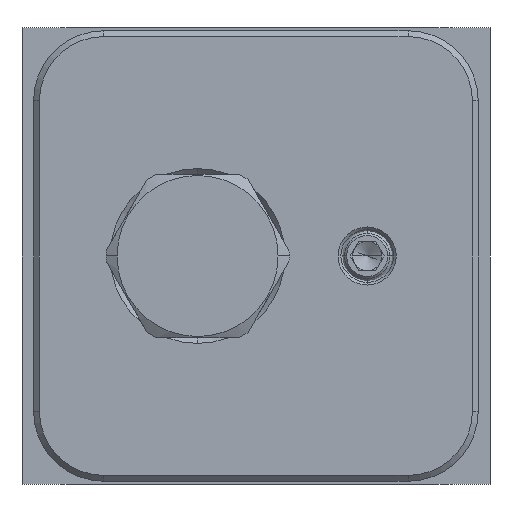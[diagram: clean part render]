
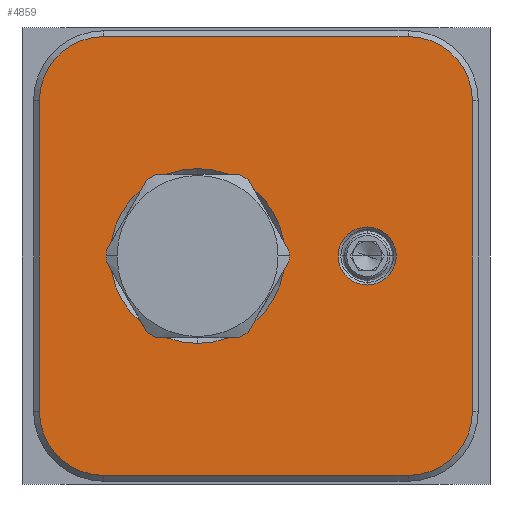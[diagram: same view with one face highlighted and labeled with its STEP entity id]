
A CAD part, front view. The second image highlights one B-rep face of the part: STEP entity #4859.
In plain terms, the highlighted planar face has unit normal (0, -1, 0).
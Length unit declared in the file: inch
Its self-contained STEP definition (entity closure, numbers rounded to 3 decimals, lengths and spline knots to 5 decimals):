
#1980=CARTESIAN_POINT('',(2.062,-5.188,2.047));
#1981=DIRECTION('',(0.,1.,0.));
#1982=DIRECTION('',(0.,0.,1.));
#1983=AXIS2_PLACEMENT_3D('',#1980,#1981,#1982);
#1994=CARTESIAN_POINT('',(0.938,-5.188,
1.219));
#1995=DIRECTION('',(0.,1.,0.));
#1996=DIRECTION('',(0.,0.,-1.));
#1997=AXIS2_PLACEMENT_3D('',#1994,#1995,#1996);
#1999=CARTESIAN_POINT('',(0.938,-5.188,
1.219));
#2000=DIRECTION('',(0.,1.,0.));
#2001=DIRECTION('',(0.,0.,1.));
#2002=AXIS2_PLACEMENT_3D('',#1999,#2000,#2001);
#2004=CARTESIAN_POINT('',(1.844,-5.188,1.219));
#2005=DIRECTION('',(0.,1.,0.));
#2006=DIRECTION('',(0.,0.,-1.));
#2007=AXIS2_PLACEMENT_3D('',#2004,#2005,#2006);
#2009=CARTESIAN_POINT('',(1.844,-5.188,1.219));
#2010=DIRECTION('',(0.,1.,0.));
#2011=DIRECTION('',(0.,0.,1.));
#2012=AXIS2_PLACEMENT_3D('',#2009,#2010,#2011);
#2014=DIRECTION('',(0.,0.,-1.));
#2015=VECTOR('',#2014,1.656);
#2016=CARTESIAN_POINT('',(2.406,-5.188,2.047));
#2017=LINE('',#2016,#2015);
#2034=CARTESIAN_POINT('',(2.062,-5.188,0.391));
#2035=DIRECTION('',(0.,1.,0.));
#2036=DIRECTION('',(1.,0.,0.));
#2037=AXIS2_PLACEMENT_3D('',#2034,#2035,#2036);
#2052=DIRECTION('',(-1.,0.,0.));
#2053=VECTOR('',#2052,1.625);
#2054=CARTESIAN_POINT('',(2.062,-5.188,0.047));
#2055=LINE('',#2054,#2053);
#2068=CARTESIAN_POINT('',(0.437,-5.188,0.391));
#2069=DIRECTION('',(0.,1.,0.));
#2070=DIRECTION('',(0.,0.,-1.));
#2071=AXIS2_PLACEMENT_3D('',#2068,#2069,#2070);
#2082=DIRECTION('',(0.,0.,1.));
#2083=VECTOR('',#2082,1.656);
#2084=CARTESIAN_POINT('',(0.093,-5.188,0.391));
#2085=LINE('',#2084,#2083);
#2102=CARTESIAN_POINT('',(0.437,-5.188,2.047));
#2103=DIRECTION('',(0.,1.,0.));
#2104=DIRECTION('',(-1.,0.,0.));
#2105=AXIS2_PLACEMENT_3D('',#2102,#2103,#2104);
#2116=DIRECTION('',(1.,0.,0.));
#2117=VECTOR('',#2116,1.625);
#2118=CARTESIAN_POINT('',(0.437,-5.188,2.391));
#2119=LINE('',#2118,#2117);
#3503=CARTESIAN_POINT('',(2.062,-5.188,0.047));
#3504=CARTESIAN_POINT('',(0.437,-5.188,0.047));
#3505=VERTEX_POINT('',#3503);
#3506=VERTEX_POINT('',#3504);
#3511=CARTESIAN_POINT('',(0.093,-5.188,0.391));
#3512=VERTEX_POINT('',#3511);
#3515=CARTESIAN_POINT('',(0.093,-5.188,2.047));
#3516=VERTEX_POINT('',#3515);
#3519=CARTESIAN_POINT('',(0.437,-5.188,2.391));
#3520=VERTEX_POINT('',#3519);
#3523=CARTESIAN_POINT('',(2.062,-5.188,2.391));
#3524=VERTEX_POINT('',#3523);
#3527=CARTESIAN_POINT('',(2.406,-5.188,2.047));
#3528=VERTEX_POINT('',#3527);
#3531=CARTESIAN_POINT('',(2.406,-5.188,0.391));
#3532=VERTEX_POINT('',#3531);
#3571=CARTESIAN_POINT('',(0.938,-5.188,
1.686));
#3572=VERTEX_POINT('',#3571);
#3583=CARTESIAN_POINT('',(0.938,-5.188,
0.752));
#3584=VERTEX_POINT('',#3583);
#3601=CARTESIAN_POINT('',(1.844,-5.188,1.064));
#3602=CARTESIAN_POINT('',(1.844,-5.188,1.374));
#3603=VERTEX_POINT('',#3601);
#3604=VERTEX_POINT('',#3602);
#4825=CARTESIAN_POINT('',(0.,-5.188,0.));
#4826=DIRECTION('',(0.,-1.,0.));
#4827=DIRECTION('',(1.,0.,0.));
#4828=AXIS2_PLACEMENT_3D('',#4825,#4826,#4827);
#4829=PLANE('',#4828);
#4830=ORIENTED_EDGE('',*,*,#4815,.T.);
#4832=ORIENTED_EDGE('',*,*,#4831,.T.);
#4834=ORIENTED_EDGE('',*,*,#4833,.T.);
#4836=ORIENTED_EDGE('',*,*,#4835,.T.);
#4838=ORIENTED_EDGE('',*,*,#4837,.T.);
#4840=ORIENTED_EDGE('',*,*,#4839,.T.);
#4842=ORIENTED_EDGE('',*,*,#4841,.T.);
#4844=ORIENTED_EDGE('',*,*,#4843,.T.);
#4845=EDGE_LOOP('',(#4830,#4832,#4834,#4836,#4838,#4840,#4842,#4844));
#4846=FACE_OUTER_BOUND('',#4845,.F.);
#4848=ORIENTED_EDGE('',*,*,#4847,.F.);
#4850=ORIENTED_EDGE('',*,*,#4849,.F.);
#4851=EDGE_LOOP('',(#4848,#4850));
#4852=FACE_BOUND('',#4851,.F.);
#4854=ORIENTED_EDGE('',*,*,#4853,.F.);
#4856=ORIENTED_EDGE('',*,*,#4855,.F.);
#4857=EDGE_LOOP('',(#4854,#4856));
#4858=FACE_BOUND('',#4857,.F.);
#4859=ADVANCED_FACE('',(#4846,#4852,#4858),#4829,.T.);
#1984=CIRCLE('',#1983,0.344);
#1998=CIRCLE('',#1997,0.467);
#2003=CIRCLE('',#2002,0.467);
#2008=CIRCLE('',#2007,0.155);
#2013=CIRCLE('',#2012,0.155);
#2038=CIRCLE('',#2037,0.344);
#2072=CIRCLE('',#2071,0.344);
#2106=CIRCLE('',#2105,0.344);
#4815=EDGE_CURVE('',#3524,#3528,#1984,.T.);
#4831=EDGE_CURVE('',#3528,#3532,#2017,.T.);
#4833=EDGE_CURVE('',#3532,#3505,#2038,.T.);
#4835=EDGE_CURVE('',#3505,#3506,#2055,.T.);
#4837=EDGE_CURVE('',#3506,#3512,#2072,.T.);
#4839=EDGE_CURVE('',#3512,#3516,#2085,.T.);
#4841=EDGE_CURVE('',#3516,#3520,#2106,.T.);
#4843=EDGE_CURVE('',#3520,#3524,#2119,.T.);
#4847=EDGE_CURVE('',#3584,#3572,#1998,.T.);
#4849=EDGE_CURVE('',#3572,#3584,#2003,.T.);
#4853=EDGE_CURVE('',#3603,#3604,#2008,.T.);
#4855=EDGE_CURVE('',#3604,#3603,#2013,.T.);
